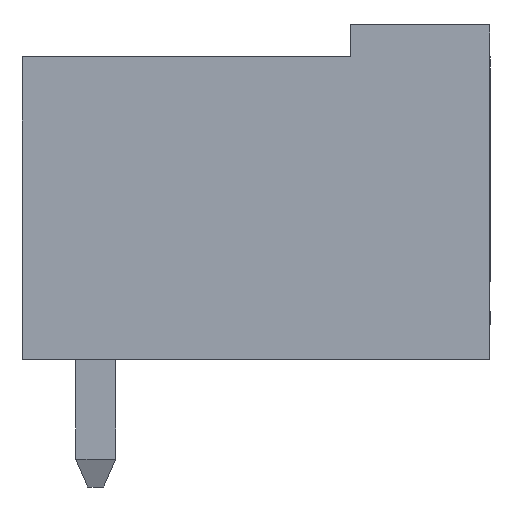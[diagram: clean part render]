
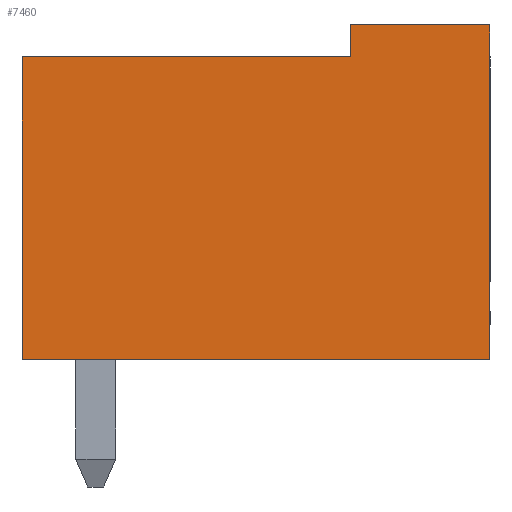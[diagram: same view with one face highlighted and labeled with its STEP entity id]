
A CAD part, left-side view. The second image highlights one B-rep face of the part: STEP entity #7460.
In plain terms, the highlighted planar face has unit normal (-1, 0, 0).
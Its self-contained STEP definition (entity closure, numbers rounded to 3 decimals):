
#7450=AXIS2_PLACEMENT_3D('Plane Axis2P3D',#7447,#7448,#7449) ;
#217=CARTESIAN_POINT('Vertex',(0.,0.,11.6)) ;
#220=CARTESIAN_POINT('Line Origine',(0.,0.,7.4)) ;
#224=CARTESIAN_POINT('Vertex',(0.,0.,3.2)) ;
#1103=CARTESIAN_POINT('Vertex',(0.,3.5,11.6)) ;
#1106=CARTESIAN_POINT('Line Origine',(0.,1.75,11.6)) ;
#1421=CARTESIAN_POINT('Vertex',(0.,11.75,10.8)) ;
#1424=CARTESIAN_POINT('Line Origine',(0.,7.625,10.8)) ;
#1428=CARTESIAN_POINT('Vertex',(0.,3.5,10.8)) ;
#1997=CARTESIAN_POINT('Vertex',(0.,11.75,3.2)) ;
#2000=CARTESIAN_POINT('Line Origine',(0.,11.75,7.)) ;
#2251=CARTESIAN_POINT('Line Origine',(0.,5.875,3.2)) ;
#7154=CARTESIAN_POINT('Line Origine',(0.,3.5,11.2)) ;
#7447=CARTESIAN_POINT('Axis2P3D Location',(0.,0.,0.)) ;
#221=DIRECTION('Vector Direction',(0.,0.,-1.)) ;
#1107=DIRECTION('Vector Direction',(0.,-1.,0.)) ;
#1425=DIRECTION('Vector Direction',(0.,-1.,0.)) ;
#2001=DIRECTION('Vector Direction',(0.,0.,1.)) ;
#2252=DIRECTION('Vector Direction',(0.,1.,0.)) ;
#7155=DIRECTION('Vector Direction',(0.,0.,1.)) ;
#7448=DIRECTION('Axis2P3D Direction',(-1.,0.,0.)) ;
#7449=DIRECTION('Axis2P3D XDirection',(0.,-1.,0.)) ;
#222=VECTOR('Line Direction',#221,1.) ;
#1108=VECTOR('Line Direction',#1107,1.) ;
#1426=VECTOR('Line Direction',#1425,1.) ;
#2002=VECTOR('Line Direction',#2001,1.) ;
#2253=VECTOR('Line Direction',#2252,1.) ;
#7156=VECTOR('Line Direction',#7155,1.) ;
#7453=ORIENTED_EDGE('',*,*,#7158,.T.) ;
#7454=ORIENTED_EDGE('',*,*,#1430,.T.) ;
#7455=ORIENTED_EDGE('',*,*,#2004,.T.) ;
#7456=ORIENTED_EDGE('',*,*,#2255,.T.) ;
#7457=ORIENTED_EDGE('',*,*,#226,.T.) ;
#7458=ORIENTED_EDGE('',*,*,#1110,.T.) ;
#7460=ADVANCED_FACE('HOUSING',(#7459),#7451,.T.) ;
#226=EDGE_CURVE('',#225,#218,#223,.F.) ;
#1110=EDGE_CURVE('',#218,#1104,#1109,.F.) ;
#1430=EDGE_CURVE('',#1429,#1422,#1427,.F.) ;
#2004=EDGE_CURVE('',#1422,#1998,#2003,.F.) ;
#2255=EDGE_CURVE('',#1998,#225,#2254,.F.) ;
#7158=EDGE_CURVE('',#1104,#1429,#7157,.F.) ;
#7452=EDGE_LOOP('',(#7453,#7454,#7455,#7456,#7457,#7458)) ;
#7459=FACE_OUTER_BOUND('',#7452,.T.) ;
#223=LINE('Line',#220,#222) ;
#1109=LINE('Line',#1106,#1108) ;
#1427=LINE('Line',#1424,#1426) ;
#2003=LINE('Line',#2000,#2002) ;
#2254=LINE('Line',#2251,#2253) ;
#7157=LINE('Line',#7154,#7156) ;
#7451=PLANE('',#7450) ;
#218=VERTEX_POINT('',#217) ;
#225=VERTEX_POINT('',#224) ;
#1104=VERTEX_POINT('',#1103) ;
#1422=VERTEX_POINT('',#1421) ;
#1429=VERTEX_POINT('',#1428) ;
#1998=VERTEX_POINT('',#1997) ;
